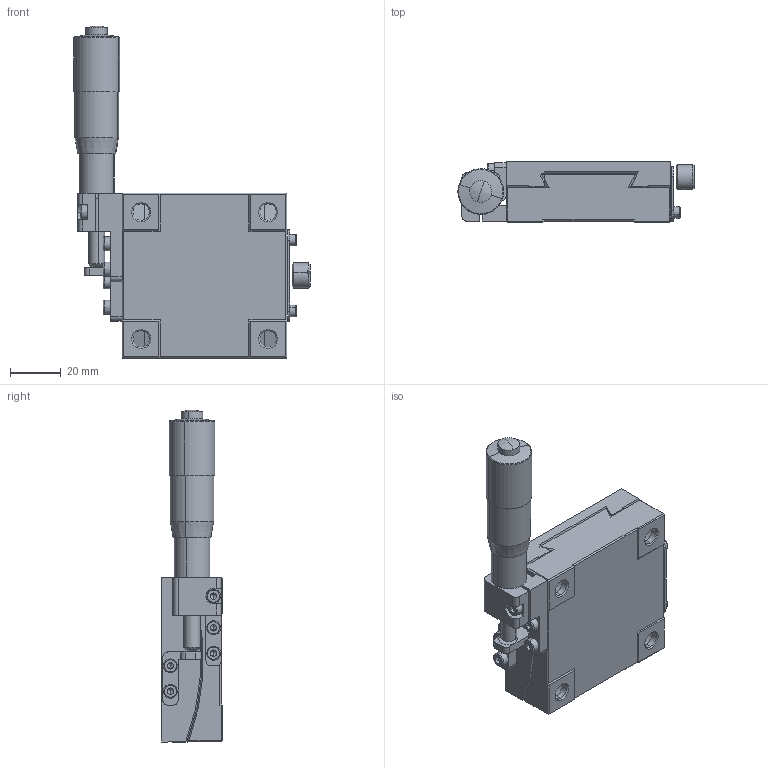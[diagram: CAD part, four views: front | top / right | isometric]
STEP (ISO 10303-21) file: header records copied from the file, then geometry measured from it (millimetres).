
FILE_DESCRIPTION (( 'STEP AP203' ), '1' );
FILE_NAME ('GCM-G65M76L.STEP', '2019-01-17T06:54:00', ( 'thl' ), ( '' ), 'SwSTEP 2.0', 'SolidWorks 2015', '' );
FILE_SCHEMA (( 'CONFIG_CONTROL_DESIGN' ));
Length unit declared in the file: millimetre
Products named in the file (1): GCM-G65M76L
Bounding box: 93.1 x 24 x 130.87 mm (x, y, z)
Surface area: 35380.1 mm2 (no closed solid volume)
Topology: 0 solids, 22 shells, 390 faces, 1199 edges, 783 vertices
Faces by surface type: plane 214, cylinder 113, cone 39, torus 14, bspline 6, sphere 4
Entity records: 13828 total; most frequent: CARTESIAN_POINT 3081, DIRECTION 2287, ORIENTED_EDGE 2031, EDGE_CURVE 1185, AXIS2_PLACEMENT_3D 787, VERTEX_POINT 783, LINE 713, VECTOR 713
